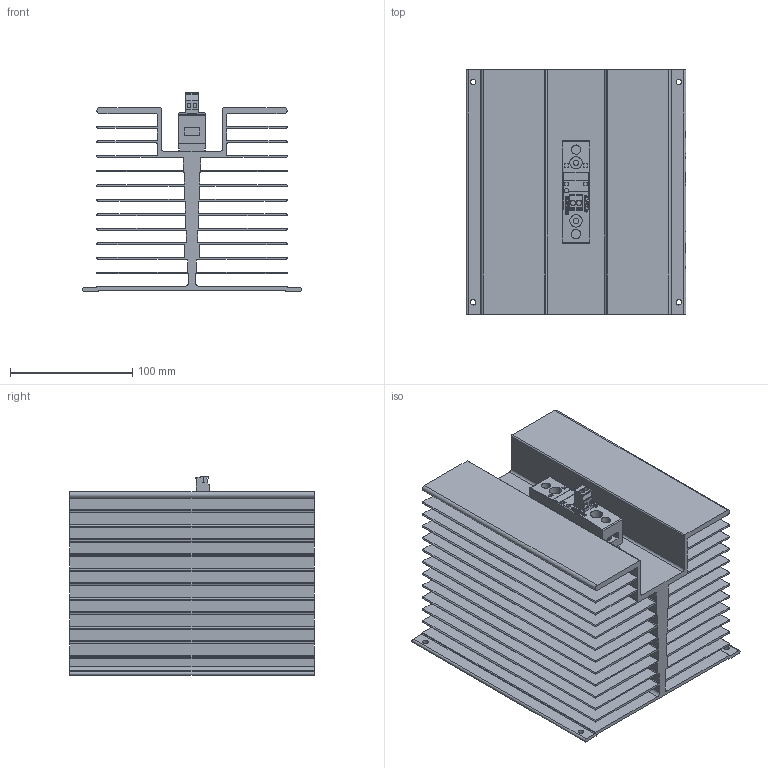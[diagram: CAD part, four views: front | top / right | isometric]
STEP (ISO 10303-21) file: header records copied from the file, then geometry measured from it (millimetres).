
FILE_DESCRIPTION (( 'STEP AP214' ), '1' );
FILE_NAME ('3RF2390_00001130_000__3D.STEP', '2006-02-20T13:33:26', ( 'CAT' ), ( 'Siemens AG' ), 'SwSTEP 2.0', 'SolidWorks 2005354', '' );
FILE_SCHEMA (( 'AUTOMOTIVE_DESIGN' ));
Length unit declared in the file: millimetre
Products named in the file (1): 3RF2390_00001130_000__3D
Bounding box: 179.5 x 199.8 x 162.4 mm (x, y, z)
Volume: 1023503.7 mm3; surface area: 798848 mm2
Topology: 1 solids, 1 shells, 499 faces, 1377 edges, 918 vertices
Faces by surface type: plane 278, cylinder 133, bspline 88
Entity records: 26638 total; most frequent: CARTESIAN_POINT 11086, ORIENTED_EDGE 2754, DIRECTION 2287, EDGE_CURVE 1377, VERTEX_POINT 918, VECTOR 867, LINE 867, AXIS2_PLACEMENT_3D 710
